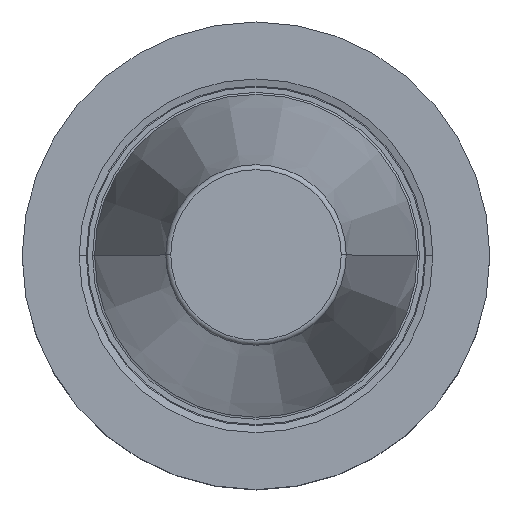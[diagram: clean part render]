
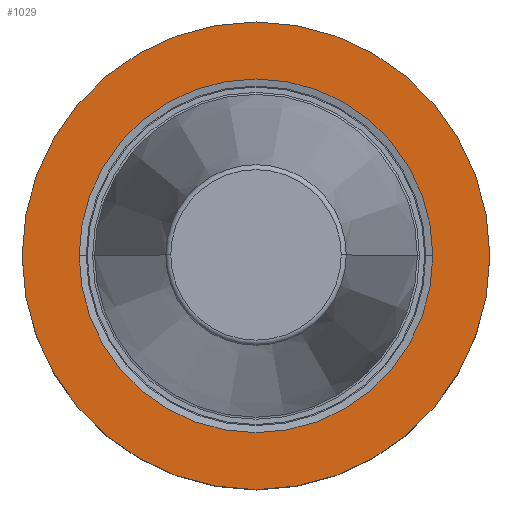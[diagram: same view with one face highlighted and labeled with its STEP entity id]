
A CAD part, top view. The second image highlights one B-rep face of the part: STEP entity #1029.
In plain terms, the highlighted planar face has unit normal (0, 0, 1).
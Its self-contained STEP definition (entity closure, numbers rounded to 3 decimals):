
#114=CARTESIAN_POINT('',(0.,0.,-2.));
#115=DIRECTION('',(0.,0.,-1.));
#116=DIRECTION('',(1.,0.,0.));
#117=AXIS2_PLACEMENT_3D('',#114,#115,#116);
#122=CARTESIAN_POINT('',(0.,0.,-2.));
#123=DIRECTION('',(0.,0.,1.));
#124=DIRECTION('',(1.,0.,0.));
#125=AXIS2_PLACEMENT_3D('',#122,#123,#124);
#130=CARTESIAN_POINT('',(0.,0.,-2.));
#131=DIRECTION('',(0.,0.,1.));
#132=DIRECTION('',(1.,0.,0.));
#133=AXIS2_PLACEMENT_3D('',#130,#131,#132);
#138=CARTESIAN_POINT('',(0.,0.,-2.));
#139=DIRECTION('',(0.,0.,1.));
#140=DIRECTION('',(-1.,0.,0.));
#141=AXIS2_PLACEMENT_3D('',#138,#139,#140);
#854=CARTESIAN_POINT('',(23.,0.,-2.));
#855=CARTESIAN_POINT('',(-23.,0.,-2.));
#856=VERTEX_POINT('',#854);
#857=VERTEX_POINT('',#855);
#916=CARTESIAN_POINT('',(17.396,0.,-2.));
#917=VERTEX_POINT('',#916);
#920=CARTESIAN_POINT('',(-17.396,0.,-2.));
#921=VERTEX_POINT('',#920);
#1014=CARTESIAN_POINT('',(0.,0.,-2.));
#1015=DIRECTION('',(0.,0.,-1.));
#1016=DIRECTION('',(-1.,0.,0.));
#1017=AXIS2_PLACEMENT_3D('',#1014,#1015,#1016);
#1018=PLANE('',#1017);
#1019=ORIENTED_EDGE('',*,*,#935,.T.);
#1020=ORIENTED_EDGE('',*,*,#994,.F.);
#1021=EDGE_LOOP('',(#1019,#1020));
#1022=FACE_OUTER_BOUND('',#1021,.F.);
#1024=ORIENTED_EDGE('',*,*,#1023,.T.);
#1026=ORIENTED_EDGE('',*,*,#1025,.T.);
#1027=EDGE_LOOP('',(#1024,#1026));
#1028=FACE_BOUND('',#1027,.F.);
#118=CIRCLE('',#117,23.);
#126=CIRCLE('',#125,23.);
#134=CIRCLE('',#133,17.396);
#142=CIRCLE('',#141,17.396);
#935=EDGE_CURVE('',#856,#857,#118,.T.);
#994=EDGE_CURVE('',#856,#857,#126,.T.);
#1023=EDGE_CURVE('',#917,#921,#134,.T.);
#1025=EDGE_CURVE('',#921,#917,#142,.T.);
#1029=ADVANCED_FACE('',(#1022,#1028),#1018,.F.);
